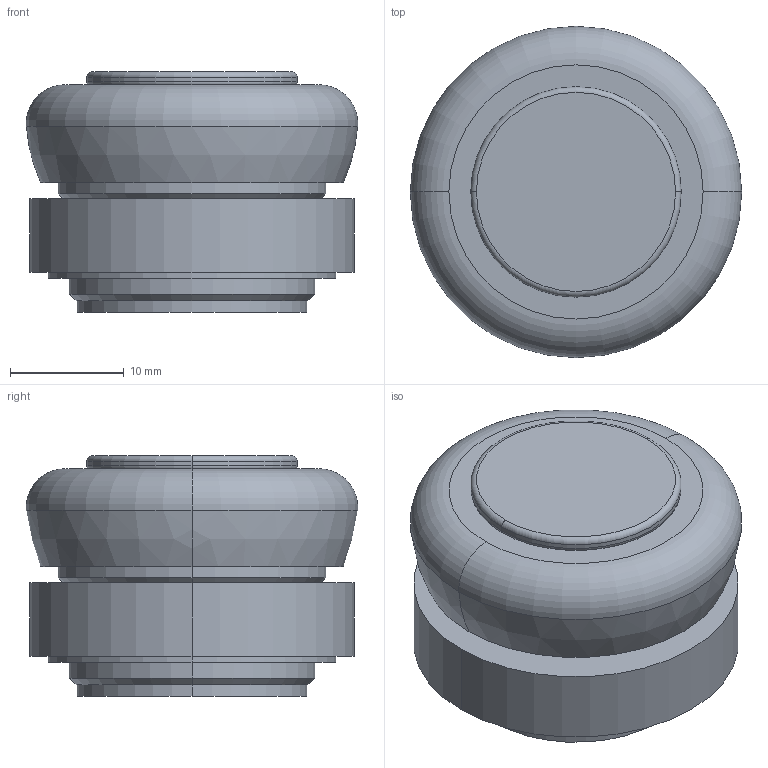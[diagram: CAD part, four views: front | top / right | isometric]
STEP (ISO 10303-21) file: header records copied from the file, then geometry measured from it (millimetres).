
FILE_DESCRIPTION((''),'2;1');
FILE_NAME('XACA9411-3D','2021-04-21T16:36:42',('SESA231899'),('Schneider-Electric'),'CREO PARAMETRIC BY PTC INC, 2019471','CREO PARAMETRIC BY PTC INC, 2019471','');
FILE_SCHEMA(('AP242_MANAGED_MODEL_BASED_3D_ENGINEERING_MIM_LF { 1 0 10303 442 1 1 4 }'));
Length unit declared in the file: millimetre
Products named in the file (1): XACA9411-3D
Bounding box: 29.12 x 29.12 x 21.15 mm (x, y, z)
Volume: 11669.5 mm3; surface area: 3285.9 mm2
Topology: 1 solids, 1 shells, 32 faces, 62 edges, 38 vertices
Faces by surface type: cylinder 12, plane 8, torus 6, sphere 2, cone 2, revolution 2
Entity records: 28527 total; most frequent: CARTESIAN_POINT 26928, POLYLINE 462, DIRECTION 237, ORIENTED_EDGE 124, AXIS2_PLACEMENT_3D 110, EDGE_CURVE 62, CIRCLE 46, VERTEX_POINT 38
